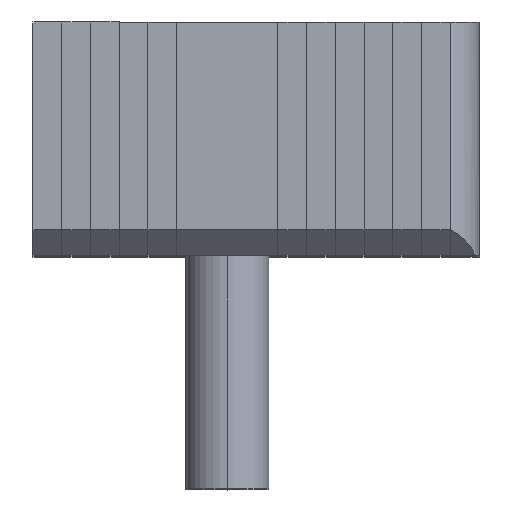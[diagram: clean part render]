
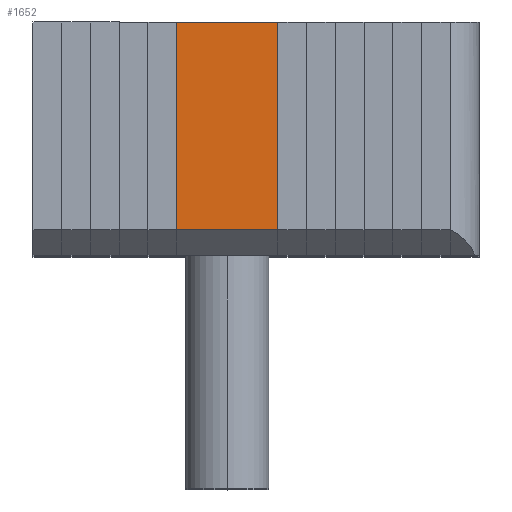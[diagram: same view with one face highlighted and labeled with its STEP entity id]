
A CAD part, top view. The second image highlights one B-rep face of the part: STEP entity #1652.
In plain terms, the highlighted planar face has unit normal (0, 0, 1).
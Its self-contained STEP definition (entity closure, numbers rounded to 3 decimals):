
#157 = CARTESIAN_POINT ( 'NONE',  ( 2.6, 0., 30. ) ) ;
#293 = LINE ( 'NONE', #2705, #3593 ) ;
#397 = DIRECTION ( 'NONE',  ( 0., 0., -1. ) ) ;
#729 = CARTESIAN_POINT ( 'NONE',  ( -2.6, 0., 30. ) ) ;
#1652 = ADVANCED_FACE ( 'NONE', ( #1704 ), #2884, .F. ) ;
#1704 = FACE_OUTER_BOUND ( 'NONE', #3493, .T. ) ;
#1739 = ORIENTED_EDGE ( 'NONE', *, *, #3215, .T. ) ;
#1789 = VECTOR ( 'NONE', #3258, 1000. ) ;
#2240 = CARTESIAN_POINT ( 'NONE',  ( -2.6, 6.5, 30. ) ) ;
#2380 = VERTEX_POINT ( 'NONE', #7192 ) ;
#2531 = LINE ( 'NONE', #157, #4921 ) ;
#2665 = EDGE_CURVE ( 'NONE', #5506, #2380, #6498, .T. ) ;
#2685 = CARTESIAN_POINT ( 'NONE',  ( 2.6, 0., 30. ) ) ;
#2705 = CARTESIAN_POINT ( 'NONE',  ( 2.6, 6.5, 30. ) ) ;
#2884 = PLANE ( 'NONE',  #3829 ) ;
#3194 = VECTOR ( 'NONE', #4998, 1000. ) ;
#3215 = EDGE_CURVE ( 'NONE', #5483, #5506, #293, .T. ) ;
#3232 = ORIENTED_EDGE ( 'NONE', *, *, #4139, .F. ) ;
#3258 = DIRECTION ( 'NONE',  ( -1., 0., 0. ) ) ;
#3357 = DIRECTION ( 'NONE',  ( -1., 0., 0. ) ) ;
#3493 = EDGE_LOOP ( 'NONE', ( #3663, #3232, #6932, #1739 ) ) ;
#3593 = VECTOR ( 'NONE', #3357, 1000. ) ;
#3663 = ORIENTED_EDGE ( 'NONE', *, *, #2665, .T. ) ;
#3768 = VERTEX_POINT ( 'NONE', #5956 ) ;
#3829 = AXIS2_PLACEMENT_3D ( 'NONE', #2685, #397, #5354 ) ;
#4139 = EDGE_CURVE ( 'NONE', #3768, #2380, #4517, .T. ) ;
#4517 = LINE ( 'NONE', #5044, #1789 ) ;
#4921 = VECTOR ( 'NONE', #6995, 1000. ) ;
#4998 = DIRECTION ( 'NONE',  ( 0., -1., 0. ) ) ;
#5044 = CARTESIAN_POINT ( 'NONE',  ( 2.6, -4.2, 30. ) ) ;
#5279 = EDGE_CURVE ( 'NONE', #5483, #3768, #2531, .T. ) ;
#5354 = DIRECTION ( 'NONE',  ( -1., 0., 0. ) ) ;
#5483 = VERTEX_POINT ( 'NONE', #6472 ) ;
#5506 = VERTEX_POINT ( 'NONE', #2240 ) ;
#5956 = CARTESIAN_POINT ( 'NONE',  ( 2.6, -4.2, 30. ) ) ;
#6472 = CARTESIAN_POINT ( 'NONE',  ( 2.6, 6.5, 30. ) ) ;
#6498 = LINE ( 'NONE', #729, #3194 ) ;
#6932 = ORIENTED_EDGE ( 'NONE', *, *, #5279, .F. ) ;
#6995 = DIRECTION ( 'NONE',  ( 0., -1., 0. ) ) ;
#7192 = CARTESIAN_POINT ( 'NONE',  ( -2.6, -4.2, 30. ) ) ;
